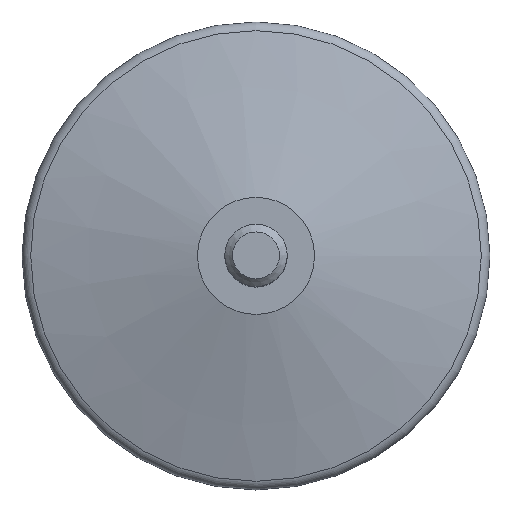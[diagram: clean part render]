
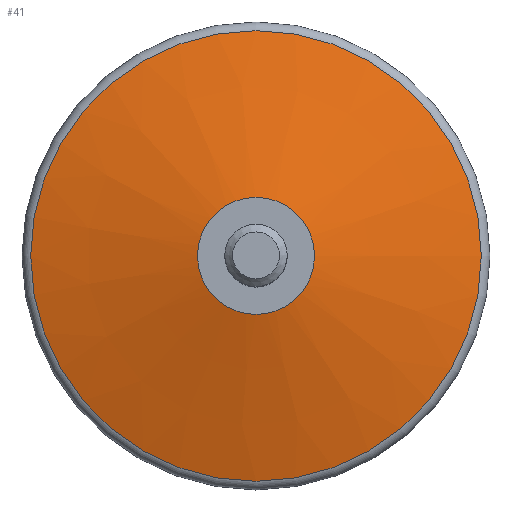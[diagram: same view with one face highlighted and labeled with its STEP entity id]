
A CAD part, top view. The second image highlights one B-rep face of the part: STEP entity #41.
In plain terms, the highlighted conical face has half-angle 75.069 degrees and reference radius 30 mm.
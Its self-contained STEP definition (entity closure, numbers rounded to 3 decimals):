
#41 = ADVANCED_FACE( '', ( #82, #83 ), #84, .T. );
#82 = FACE_OUTER_BOUND( '', #123, .T. );
#83 = FACE_BOUND( '', #124, .T. );
#84 = CONICAL_SURFACE( '', #125, 30., 1.31 );
#123 = EDGE_LOOP( '', ( #166 ) );
#124 = EDGE_LOOP( '', ( #167 ) );
#125 = AXIS2_PLACEMENT_3D( '', #168, #169, #170 );
#166 = ORIENTED_EDGE( '', *, *, #204, .T. );
#167 = ORIENTED_EDGE( '', *, *, #201, .F. );
#168 = CARTESIAN_POINT( '', ( 0., 0., 6. ) );
#169 = DIRECTION( '', ( 0., 0., -1. ) );
#170 = DIRECTION( '', ( -1., 0., 0. ) );
#201 = EDGE_CURVE( '', #221, #221, #222, .T. );
#204 = EDGE_CURVE( '', #226, #226, #227, .T. );
#221 = VERTEX_POINT( '', #246 );
#222 = CIRCLE( '', #247, 7.5 );
#226 = VERTEX_POINT( '', #251 );
#227 = CIRCLE( '', #252, 28.886 );
#246 = CARTESIAN_POINT( '', ( 7.5, 0., 12. ) );
#247 = AXIS2_PLACEMENT_3D( '', #271, #272, #273 );
#251 = CARTESIAN_POINT( '', ( 28.886, 0., 6.297 ) );
#252 = AXIS2_PLACEMENT_3D( '', #277, #278, #279 );
#271 = CARTESIAN_POINT( '', ( 0., 0., 12. ) );
#272 = DIRECTION( '', ( 0., 0., 1. ) );
#273 = DIRECTION( '', ( 1., 0., 0. ) );
#277 = CARTESIAN_POINT( '', ( 0., 0., 6.297 ) );
#278 = DIRECTION( '', ( 0., 0., 1. ) );
#279 = DIRECTION( '', ( 1., 0., 0. ) );
